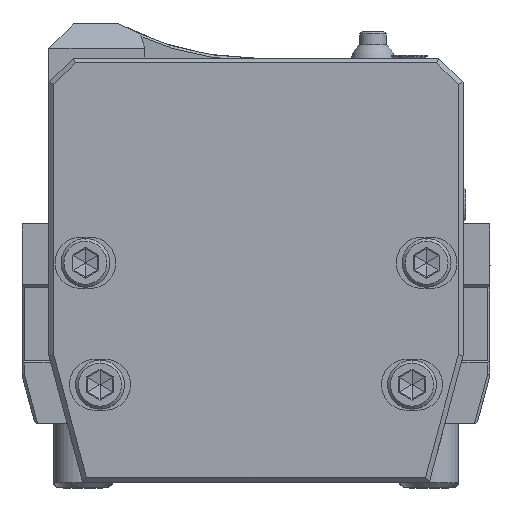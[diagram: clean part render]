
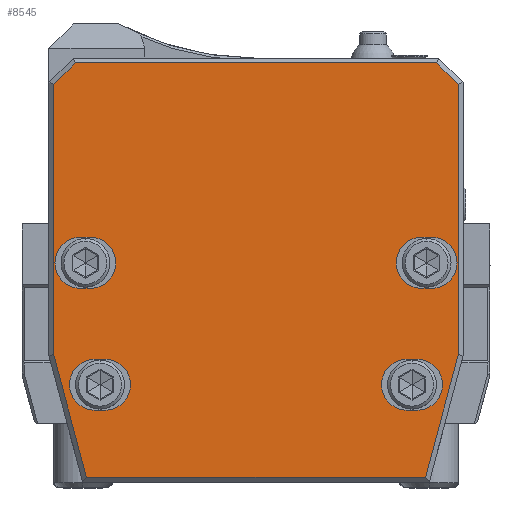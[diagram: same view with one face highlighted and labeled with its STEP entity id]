
A CAD part, top view. The second image highlights one B-rep face of the part: STEP entity #8545.
In plain terms, the highlighted planar face has unit normal (0, 0, 1).
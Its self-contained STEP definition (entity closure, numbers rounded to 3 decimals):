
#1082=DIRECTION('',(1.,0.,0.));
#1083=VECTOR('',#1082,69.532);
#1084=CARTESIAN_POINT('',(-34.766,-11.,15.));
#1085=LINE('',#1084,#1083);
#1086=DIRECTION('',(0.259,-0.966,0.));
#1087=VECTOR('',#1086,26.018);
#1088=CARTESIAN_POINT('',(-41.5,14.132,15.));
#1089=LINE('',#1088,#1087);
#1090=DIRECTION('',(0.,-1.,0.));
#1091=VECTOR('',#1090,55.454);
#1092=CARTESIAN_POINT('',(-41.5,69.586,15.));
#1093=LINE('',#1092,#1091);
#1094=DIRECTION('',(-0.707,-0.707,0.));
#1095=VECTOR('',#1094,6.243);
#1096=CARTESIAN_POINT('',(-37.086,74.,15.));
#1097=LINE('',#1096,#1095);
#1098=DIRECTION('',(-1.,0.,0.));
#1099=VECTOR('',#1098,74.172);
#1100=CARTESIAN_POINT('',(37.086,74.,15.));
#1101=LINE('',#1100,#1099);
#1102=DIRECTION('',(-0.707,0.707,0.));
#1103=VECTOR('',#1102,6.243);
#1104=CARTESIAN_POINT('',(41.5,69.586,15.));
#1105=LINE('',#1104,#1103);
#1106=DIRECTION('',(0.,1.,0.));
#1107=VECTOR('',#1106,55.454);
#1108=CARTESIAN_POINT('',(41.5,14.132,15.));
#1109=LINE('',#1108,#1107);
#1110=DIRECTION('',(0.259,0.966,0.));
#1111=VECTOR('',#1110,26.018);
#1112=CARTESIAN_POINT('',(34.766,-11.,15.));
#1113=LINE('',#1112,#1111);
#1114=CARTESIAN_POINT('',(-36.,33.,15.));
#1115=DIRECTION('',(0.,0.,1.));
#1116=DIRECTION('',(0.,1.,0.));
#1117=AXIS2_PLACEMENT_3D('',#1114,#1115,#1116);
#1119=DIRECTION('',(1.,0.,0.));
#1120=VECTOR('',#1119,2.);
#1121=CARTESIAN_POINT('',(-36.,27.75,15.));
#1122=LINE('',#1121,#1120);
#1123=CARTESIAN_POINT('',(-34.,33.,15.));
#1124=DIRECTION('',(0.,0.,1.));
#1125=DIRECTION('',(0.,-1.,0.));
#1126=AXIS2_PLACEMENT_3D('',#1123,#1124,#1125);
#1128=DIRECTION('',(-1.,0.,0.));
#1129=VECTOR('',#1128,2.);
#1130=CARTESIAN_POINT('',(-34.,38.25,15.));
#1131=LINE('',#1130,#1129);
#1132=CARTESIAN_POINT('',(-33.,8.,15.));
#1133=DIRECTION('',(0.,0.,1.));
#1134=DIRECTION('',(0.,1.,0.));
#1135=AXIS2_PLACEMENT_3D('',#1132,#1133,#1134);
#1137=DIRECTION('',(1.,0.,0.));
#1138=VECTOR('',#1137,2.);
#1139=CARTESIAN_POINT('',(-33.,2.75,15.));
#1140=LINE('',#1139,#1138);
#1141=CARTESIAN_POINT('',(-31.,8.,15.));
#1142=DIRECTION('',(0.,0.,1.));
#1143=DIRECTION('',(0.,-1.,0.));
#1144=AXIS2_PLACEMENT_3D('',#1141,#1142,#1143);
#1146=DIRECTION('',(-1.,0.,0.));
#1147=VECTOR('',#1146,2.);
#1148=CARTESIAN_POINT('',(-31.,13.25,15.));
#1149=LINE('',#1148,#1147);
#1150=DIRECTION('',(-1.,0.,0.));
#1151=VECTOR('',#1150,2.);
#1152=CARTESIAN_POINT('',(36.,38.25,15.));
#1153=LINE('',#1152,#1151);
#1154=CARTESIAN_POINT('',(34.,33.,15.));
#1155=DIRECTION('',(0.,0.,1.));
#1156=DIRECTION('',(0.,1.,0.));
#1157=AXIS2_PLACEMENT_3D('',#1154,#1155,#1156);
#1159=DIRECTION('',(1.,0.,0.));
#1160=VECTOR('',#1159,2.);
#1161=CARTESIAN_POINT('',(34.,27.75,15.));
#1162=LINE('',#1161,#1160);
#1163=CARTESIAN_POINT('',(36.,33.,15.));
#1164=DIRECTION('',(0.,0.,1.));
#1165=DIRECTION('',(0.,-1.,0.));
#1166=AXIS2_PLACEMENT_3D('',#1163,#1164,#1165);
#1168=DIRECTION('',(-1.,0.,0.));
#1169=VECTOR('',#1168,2.);
#1170=CARTESIAN_POINT('',(33.,13.25,15.));
#1171=LINE('',#1170,#1169);
#1172=CARTESIAN_POINT('',(31.,8.,15.));
#1173=DIRECTION('',(0.,0.,1.));
#1174=DIRECTION('',(0.,1.,0.));
#1175=AXIS2_PLACEMENT_3D('',#1172,#1173,#1174);
#1177=DIRECTION('',(1.,0.,0.));
#1178=VECTOR('',#1177,2.);
#1179=CARTESIAN_POINT('',(31.,2.75,15.));
#1180=LINE('',#1179,#1178);
#1181=CARTESIAN_POINT('',(33.,8.,15.));
#1182=DIRECTION('',(0.,0.,1.));
#1183=DIRECTION('',(0.,-1.,0.));
#1184=AXIS2_PLACEMENT_3D('',#1181,#1182,#1183);
#6457=CARTESIAN_POINT('',(-36.,38.25,15.));
#6458=CARTESIAN_POINT('',(-36.,27.75,15.));
#6459=VERTEX_POINT('',#6457);
#6460=VERTEX_POINT('',#6458);
#6461=CARTESIAN_POINT('',(-34.,27.75,15.));
#6462=VERTEX_POINT('',#6461);
#6463=CARTESIAN_POINT('',(-34.,38.25,15.));
#6464=VERTEX_POINT('',#6463);
#6465=CARTESIAN_POINT('',(-33.,13.25,15.));
#6466=CARTESIAN_POINT('',(-33.,2.75,15.));
#6467=VERTEX_POINT('',#6465);
#6468=VERTEX_POINT('',#6466);
#6469=CARTESIAN_POINT('',(-31.,2.75,15.));
#6470=VERTEX_POINT('',#6469);
#6471=CARTESIAN_POINT('',(-31.,13.25,15.));
#6472=VERTEX_POINT('',#6471);
#6473=CARTESIAN_POINT('',(36.,38.25,15.));
#6474=CARTESIAN_POINT('',(34.,38.25,15.));
#6475=VERTEX_POINT('',#6473);
#6476=VERTEX_POINT('',#6474);
#6477=CARTESIAN_POINT('',(34.,27.75,15.));
#6478=VERTEX_POINT('',#6477);
#6479=CARTESIAN_POINT('',(36.,27.75,15.));
#6480=VERTEX_POINT('',#6479);
#6481=CARTESIAN_POINT('',(33.,13.25,15.));
#6482=CARTESIAN_POINT('',(31.,13.25,15.));
#6483=VERTEX_POINT('',#6481);
#6484=VERTEX_POINT('',#6482);
#6485=CARTESIAN_POINT('',(31.,2.75,15.));
#6486=VERTEX_POINT('',#6485);
#6487=CARTESIAN_POINT('',(33.,2.75,15.));
#6488=VERTEX_POINT('',#6487);
#6493=CARTESIAN_POINT('',(-34.766,-11.,15.));
#6494=CARTESIAN_POINT('',(34.766,-11.,15.));
#6495=VERTEX_POINT('',#6493);
#6496=VERTEX_POINT('',#6494);
#6499=CARTESIAN_POINT('',(41.5,14.132,15.));
#6500=VERTEX_POINT('',#6499);
#6503=CARTESIAN_POINT('',(41.5,69.586,15.));
#6504=VERTEX_POINT('',#6503);
#6509=CARTESIAN_POINT('',(37.086,74.,15.));
#6510=CARTESIAN_POINT('',(-37.086,74.,15.));
#6511=VERTEX_POINT('',#6509);
#6512=VERTEX_POINT('',#6510);
#6513=CARTESIAN_POINT('',(-41.5,69.586,15.));
#6514=CARTESIAN_POINT('',(-41.5,14.132,15.));
#6515=VERTEX_POINT('',#6513);
#6516=VERTEX_POINT('',#6514);
#8484=CARTESIAN_POINT('',(0.,-12.,15.));
#8485=DIRECTION('',(0.,0.,1.));
#8486=DIRECTION('',(1.,0.,0.));
#8487=AXIS2_PLACEMENT_3D('',#8484,#8485,#8486);
#8488=PLANE('',#8487);
#8490=ORIENTED_EDGE('',*,*,#8489,.F.);
#8491=ORIENTED_EDGE('',*,*,#8463,.F.);
#8492=ORIENTED_EDGE('',*,*,#8475,.F.);
#8494=ORIENTED_EDGE('',*,*,#8493,.F.);
#8496=ORIENTED_EDGE('',*,*,#8495,.F.);
#8498=ORIENTED_EDGE('',*,*,#8497,.F.);
#8500=ORIENTED_EDGE('',*,*,#8499,.F.);
#8502=ORIENTED_EDGE('',*,*,#8501,.F.);
#8503=EDGE_LOOP('',(#8490,#8491,#8492,#8494,#8496,#8498,#8500,#8502));
#8504=FACE_OUTER_BOUND('',#8503,.F.);
#8506=ORIENTED_EDGE('',*,*,#8505,.T.);
#8508=ORIENTED_EDGE('',*,*,#8507,.T.);
#8510=ORIENTED_EDGE('',*,*,#8509,.T.);
#8512=ORIENTED_EDGE('',*,*,#8511,.T.);
#8513=EDGE_LOOP('',(#8506,#8508,#8510,#8512));
#8514=FACE_BOUND('',#8513,.F.);
#8516=ORIENTED_EDGE('',*,*,#8515,.T.);
#8518=ORIENTED_EDGE('',*,*,#8517,.T.);
#8520=ORIENTED_EDGE('',*,*,#8519,.T.);
#8522=ORIENTED_EDGE('',*,*,#8521,.T.);
#8523=EDGE_LOOP('',(#8516,#8518,#8520,#8522));
#8524=FACE_BOUND('',#8523,.F.);
#8526=ORIENTED_EDGE('',*,*,#8525,.T.);
#8528=ORIENTED_EDGE('',*,*,#8527,.T.);
#8530=ORIENTED_EDGE('',*,*,#8529,.T.);
#8532=ORIENTED_EDGE('',*,*,#8531,.T.);
#8533=EDGE_LOOP('',(#8526,#8528,#8530,#8532));
#8534=FACE_BOUND('',#8533,.F.);
#8536=ORIENTED_EDGE('',*,*,#8535,.T.);
#8538=ORIENTED_EDGE('',*,*,#8537,.T.);
#8540=ORIENTED_EDGE('',*,*,#8539,.T.);
#8542=ORIENTED_EDGE('',*,*,#8541,.T.);
#8543=EDGE_LOOP('',(#8536,#8538,#8540,#8542));
#8544=FACE_BOUND('',#8543,.F.);
#1118=CIRCLE('',#1117,5.25);
#1127=CIRCLE('',#1126,5.25);
#1136=CIRCLE('',#1135,5.25);
#1145=CIRCLE('',#1144,5.25);
#1158=CIRCLE('',#1157,5.25);
#1167=CIRCLE('',#1166,5.25);
#1176=CIRCLE('',#1175,5.25);
#1185=CIRCLE('',#1184,5.25);
#8463=EDGE_CURVE('',#6516,#6495,#1089,.T.);
#8475=EDGE_CURVE('',#6515,#6516,#1093,.T.);
#8489=EDGE_CURVE('',#6495,#6496,#1085,.T.);
#8493=EDGE_CURVE('',#6512,#6515,#1097,.T.);
#8495=EDGE_CURVE('',#6511,#6512,#1101,.T.);
#8497=EDGE_CURVE('',#6504,#6511,#1105,.T.);
#8499=EDGE_CURVE('',#6500,#6504,#1109,.T.);
#8501=EDGE_CURVE('',#6496,#6500,#1113,.T.);
#8505=EDGE_CURVE('',#6459,#6460,#1118,.T.);
#8507=EDGE_CURVE('',#6460,#6462,#1122,.T.);
#8509=EDGE_CURVE('',#6462,#6464,#1127,.T.);
#8511=EDGE_CURVE('',#6464,#6459,#1131,.T.);
#8515=EDGE_CURVE('',#6467,#6468,#1136,.T.);
#8517=EDGE_CURVE('',#6468,#6470,#1140,.T.);
#8519=EDGE_CURVE('',#6470,#6472,#1145,.T.);
#8521=EDGE_CURVE('',#6472,#6467,#1149,.T.);
#8525=EDGE_CURVE('',#6475,#6476,#1153,.T.);
#8527=EDGE_CURVE('',#6476,#6478,#1158,.T.);
#8529=EDGE_CURVE('',#6478,#6480,#1162,.T.);
#8531=EDGE_CURVE('',#6480,#6475,#1167,.T.);
#8535=EDGE_CURVE('',#6483,#6484,#1171,.T.);
#8537=EDGE_CURVE('',#6484,#6486,#1176,.T.);
#8539=EDGE_CURVE('',#6486,#6488,#1180,.T.);
#8541=EDGE_CURVE('',#6488,#6483,#1185,.T.);
#8545=ADVANCED_FACE('',(#8504,#8514,#8524,#8534,#8544),#8488,.T.);
